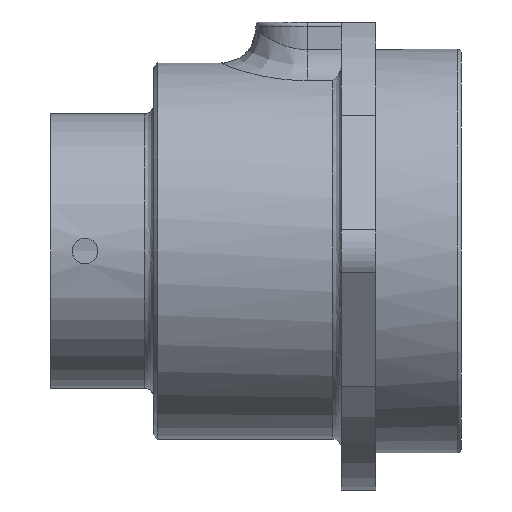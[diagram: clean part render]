
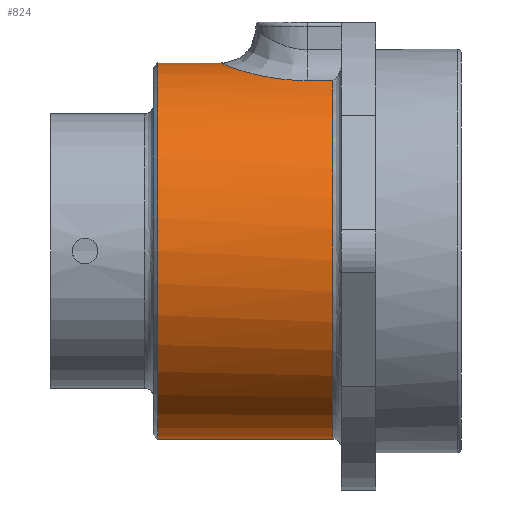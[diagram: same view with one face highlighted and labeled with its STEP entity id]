
A CAD part, front view. The second image highlights one B-rep face of the part: STEP entity #824.
In plain terms, the highlighted cylindrical face has radius 34.925 mm (diameter 69.85 mm), a full revolution.
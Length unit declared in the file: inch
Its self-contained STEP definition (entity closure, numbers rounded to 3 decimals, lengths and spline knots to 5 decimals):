
#525=CARTESIAN_POINT('',(28.3478,-18.58268,1.37398));
#526=VERTEX_POINT('',#525);
#535=CARTESIAN_POINT('',(28.9728,-18.05384,1.24588));
#536=VERTEX_POINT('',#535);
#544=CARTESIAN_POINT('',(28.9728,-18.05384,1.24588));
#545=CARTESIAN_POINT('',(28.92564,-18.05384,1.24588));
#546=CARTESIAN_POINT('',(28.80642,-18.06537,1.25132));
#547=CARTESIAN_POINT('',(28.67574,-18.11198,1.27211));
#548=CARTESIAN_POINT('',(28.56196,-18.18075,1.29806));
#549=CARTESIAN_POINT('',(28.48025,-18.25011,1.32104));
#550=CARTESIAN_POINT('',(28.40529,-18.35067,1.34667));
#551=CARTESIAN_POINT('',(28.35864,-18.46291,1.3658));
#552=CARTESIAN_POINT('',(28.3478,-18.54281,1.37245));
#553=CARTESIAN_POINT('',(28.3478,-18.58268,1.37398));
#554=B_SPLINE_CURVE_WITH_KNOTS('',3,(#544,#545,#546,#547,#548,#549,#550,#551,#552,#553),.UNSPECIFIED.,.F.,.U.,(4,1,1,1,1,1,1,4),(0.0,0.14147,0.35368,0.42441,0.56588,0.70735,0.84882,0.99029),.UNSPECIFIED.);
#555=EDGE_CURVE('',#536,#526,#554,.T.);
#565=CARTESIAN_POINT('',(29.1603,-18.05384,1.24588));
#566=VERTEX_POINT('',#565);
#584=CARTESIAN_POINT('',(29.1603,-18.05384,1.24588));
#585=DIRECTION('',(-1.0,0.0,0.0));
#586=VECTOR('',#585,0.1875);
#587=LINE('',#584,#586);
#588=EDGE_CURVE('',#566,#536,#587,.T.);
#625=CARTESIAN_POINT('',(28.3478,-18.68845,1.37398));
#626=VERTEX_POINT('',#625);
#636=CARTESIAN_POINT('',(28.3478,-18.63557,0.0));
#637=DIRECTION('',(1.0,0.0,0.0));
#638=DIRECTION('',(0.0,0.0,1.0));
#639=AXIS2_PLACEMENT_3D('',#636,#637,#638);
#640=CIRCLE('',#639,1.375);
#641=EDGE_CURVE('',#526,#626,#640,.T.);
#728=CARTESIAN_POINT('',(28.9728,-19.2173,1.24588));
#729=VERTEX_POINT('',#728);
#739=CARTESIAN_POINT('',(28.3478,-18.68845,1.37398));
#740=CARTESIAN_POINT('',(28.3478,-18.72834,1.37245));
#741=CARTESIAN_POINT('',(28.35858,-18.80825,1.36581));
#742=CARTESIAN_POINT('',(28.41338,-18.9396,1.34337));
#743=CARTESIAN_POINT('',(28.49501,-19.03662,1.31623));
#744=CARTESIAN_POINT('',(28.63335,-19.14151,1.27998));
#745=CARTESIAN_POINT('',(28.78272,-19.2034,1.2524));
#746=CARTESIAN_POINT('',(28.92562,-19.2173,1.24588));
#747=CARTESIAN_POINT('',(28.9728,-19.2173,1.24588));
#748=B_SPLINE_CURVE_WITH_KNOTS('',3,(#739,#740,#741,#742,#743,#744,#745,#746,#747),.UNSPECIFIED.,.F.,.U.,(4,1,1,1,1,1,4),(0.0,0.14154,0.28308,0.4954,0.56617,0.84925,0.99079),.UNSPECIFIED.);
#749=EDGE_CURVE('',#626,#729,#748,.T.);
#770=CARTESIAN_POINT('',(29.1603,-19.2173,1.24588));
#771=VERTEX_POINT('',#770);
#772=CARTESIAN_POINT('',(28.9728,-19.2173,1.24588));
#773=DIRECTION('',(1.0,0.0,0.0));
#774=VECTOR('',#773,0.1875);
#775=LINE('',#772,#774);
#776=EDGE_CURVE('',#729,#771,#775,.T.);
#794=CARTESIAN_POINT('',(28.51905,-18.63557,0.0));
#795=DIRECTION('',(-1.0,0.0,0.0));
#796=DIRECTION('',(0.0,0.0,-1.0));
#797=AXIS2_PLACEMENT_3D('',#794,#795,#796);
#798=CYLINDRICAL_SURFACE('',#797,1.375);
#799=CARTESIAN_POINT('',(27.8778,-18.63557,-1.375));
#800=VERTEX_POINT('',#799);
#801=CARTESIAN_POINT('',(27.8778,-18.63557,0.0));
#802=DIRECTION('',(-1.0,0.0,0.0));
#803=DIRECTION('',(0.0,0.0,-1.0));
#804=AXIS2_PLACEMENT_3D('',#801,#802,#803);
#805=CIRCLE('',#804,1.375);
#806=EDGE_CURVE('',#800,#800,#805,.T.);
#807=ORIENTED_EDGE('',*,*,#806,.F.);
#808=EDGE_LOOP('',(#807));
#809=FACE_OUTER_BOUND('',#808,.T.);
#810=ORIENTED_EDGE('',*,*,#776,.F.);
#811=ORIENTED_EDGE('',*,*,#749,.F.);
#812=ORIENTED_EDGE('',*,*,#641,.F.);
#813=ORIENTED_EDGE('',*,*,#555,.F.);
#814=ORIENTED_EDGE('',*,*,#588,.F.);
#815=CARTESIAN_POINT('',(29.1603,-18.63557,0.0));
#816=DIRECTION('',(-1.0,0.0,0.0));
#817=DIRECTION('',(0.0,0.0,-1.0));
#818=AXIS2_PLACEMENT_3D('',#815,#816,#817);
#819=CIRCLE('',#818,1.375);
#820=EDGE_CURVE('',#566,#771,#819,.T.);
#821=ORIENTED_EDGE('',*,*,#820,.T.);
#822=EDGE_LOOP('',(#810,#811,#812,#813,#814,#821));
#823=FACE_BOUND('',#822,.T.);
#824=ADVANCED_FACE('',(#809,#823),#798,.T.);
